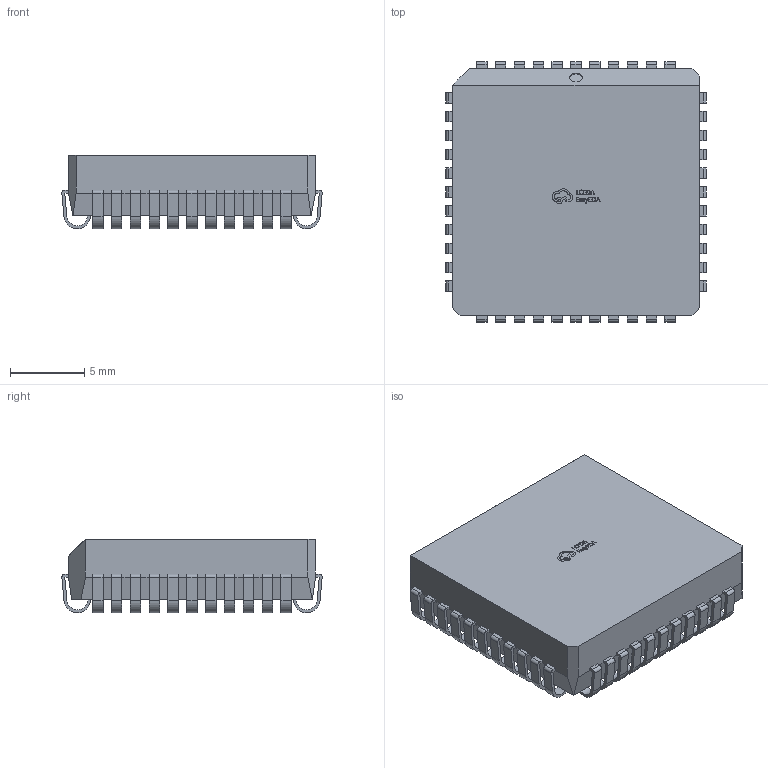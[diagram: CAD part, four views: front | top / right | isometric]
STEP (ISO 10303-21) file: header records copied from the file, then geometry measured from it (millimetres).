
FILE_DESCRIPTION (( 'STEP AP214' ), '1' );
FILE_NAME ('PLCC-44_L16.6-W16.6-P1.27-LS17.5-T.step', '2022-07-08T04:05:14', ( '' ), ( '' ), 'SwSTEP 2.0', 'SolidWorks 2020', '' );
FILE_SCHEMA (( 'AUTOMOTIVE_DESIGN' ));
Length unit declared in the file: millimetre
Products named in the file (1): PLCC-44_L16.6-W16.6-P1.27-LS17.5-T
Bounding box: 17.56 x 17.56 x 4.96 mm (x, y, z)
Volume: 1128.9 mm3; surface area: 1131.4 mm2
Topology: 1 solids, 1 shells, 720 faces, 2113 edges, 1378 vertices
Faces by surface type: plane 450, cylinder 156, bspline 114
Entity records: 27977 total; most frequent: CARTESIAN_POINT 6574, ORIENTED_EDGE 4226, DIRECTION 3407, EDGE_CURVE 2113, VECTOR 1569, LINE 1569, VERTEX_POINT 1378, AXIS2_PLACEMENT_3D 919
